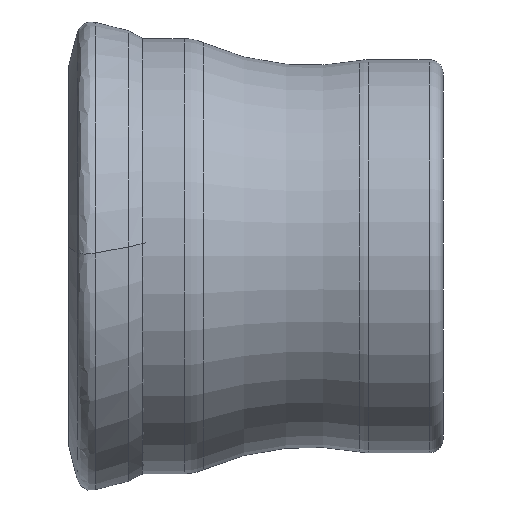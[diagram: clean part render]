
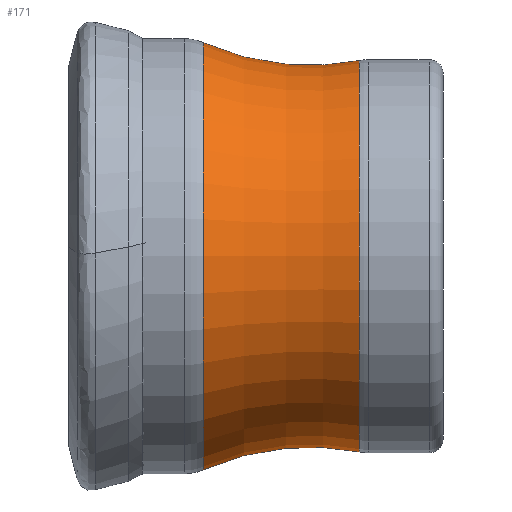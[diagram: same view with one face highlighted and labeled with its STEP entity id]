
A CAD part, front view. The second image highlights one B-rep face of the part: STEP entity #171.
In plain terms, the highlighted toroidal (fillet/blend) face has major radius 48.4 mm and minor radius 28 mm.
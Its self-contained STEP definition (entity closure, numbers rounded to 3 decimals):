
#171=ADVANCED_FACE('',(#232,#233),#204,.F.);
#204=TOROIDAL_SURFACE('',#607,48.4,28.);
#232=FACE_BOUND('',#266,.T.);
#233=FACE_BOUND('',#267,.T.);
#266=EDGE_LOOP('',(#324));
#267=EDGE_LOOP('',(#325));
#324=ORIENTED_EDGE('',*,*,#481,.F.);
#325=ORIENTED_EDGE('',*,*,#482,.T.);
#440=VERTEX_POINT('',#893);
#441=VERTEX_POINT('',#896);
#481=EDGE_CURVE('',#440,#440,#546,.T.);
#482=EDGE_CURVE('',#441,#441,#547,.T.);
#546=CIRCLE('',#604,22.818);
#547=CIRCLE('',#606,20.909);
#604=AXIS2_PLACEMENT_3D('',#892,#697,#698);
#606=AXIS2_PLACEMENT_3D('',#895,#701,#702);
#607=AXIS2_PLACEMENT_3D('',#897,#703,#704);
#697=DIRECTION('',(-1.,0.,0.));
#698=DIRECTION('',(0.,0.,1.));
#701=DIRECTION('',(-1.,0.,0.));
#702=DIRECTION('',(0.,0.,1.));
#703=DIRECTION('',(-1.,0.,0.));
#704=DIRECTION('',(0.,0.,1.));
#892=CARTESIAN_POINT('',(14.353,0.,0.));
#893=CARTESIAN_POINT('',(14.353,0.,22.818));
#895=CARTESIAN_POINT('',(31.051,0.,0.));
#896=CARTESIAN_POINT('',(31.051,0.,20.909));
#897=CARTESIAN_POINT('',(25.736,0.,0.));
